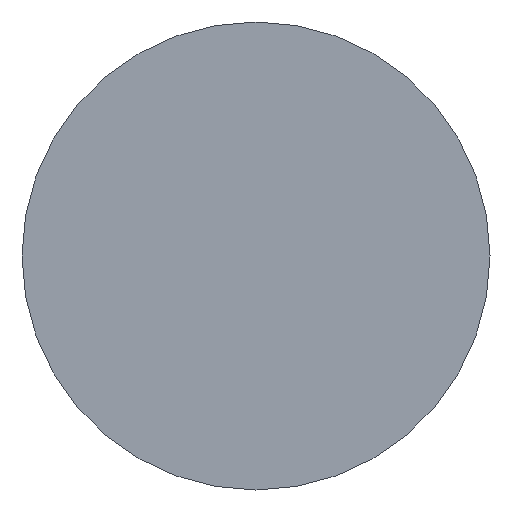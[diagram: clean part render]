
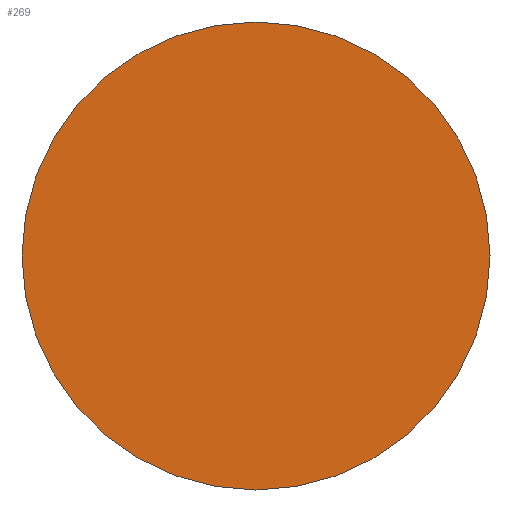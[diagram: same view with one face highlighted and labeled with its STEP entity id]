
A CAD part, front view. The second image highlights one B-rep face of the part: STEP entity #269.
In plain terms, the highlighted planar face has unit normal (0, -1, 0).
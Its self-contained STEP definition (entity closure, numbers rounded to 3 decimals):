
#29=PLANE('',#327);
#47=FACE_OUTER_BOUND('',#64,.T.);
#64=EDGE_LOOP('',(#234,#235));
#117=CIRCLE('',#325,22.5);
#118=CIRCLE('',#326,22.5);
#143=VERTEX_POINT('',#488);
#144=VERTEX_POINT('',#489);
#174=EDGE_CURVE('',#143,#144,#117,.T.);
#175=EDGE_CURVE('',#144,#143,#118,.T.);
#234=ORIENTED_EDGE('',*,*,#174,.T.);
#235=ORIENTED_EDGE('',*,*,#175,.T.);
#269=ADVANCED_FACE('',(#47),#29,.T.);
#325=AXIS2_PLACEMENT_3D('',#490,#405,#406);
#326=AXIS2_PLACEMENT_3D('',#491,#407,#408);
#327=AXIS2_PLACEMENT_3D('',#493,#410,#411);
#405=DIRECTION('center_axis',(0.,-1.,0.));
#406=DIRECTION('ref_axis',(-1.,0.,0.));
#407=DIRECTION('center_axis',(0.,-1.,0.));
#408=DIRECTION('ref_axis',(-1.,0.,0.));
#410=DIRECTION('center_axis',(0.,-1.,0.));
#411=DIRECTION('ref_axis',(0.,0.,-1.));
#488=CARTESIAN_POINT('',(-22.5,0.,0.));
#489=CARTESIAN_POINT('',(22.5,0.,0.));
#490=CARTESIAN_POINT('Origin',(0.,0.,0.));
#491=CARTESIAN_POINT('Origin',(0.,0.,0.));
#493=CARTESIAN_POINT('Origin',(-11.25,0.,0.));
